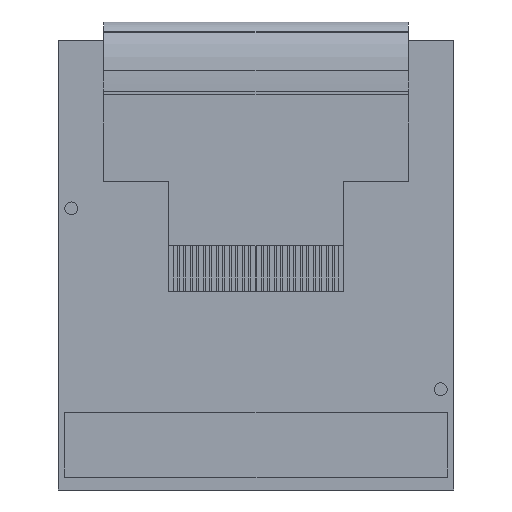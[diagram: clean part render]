
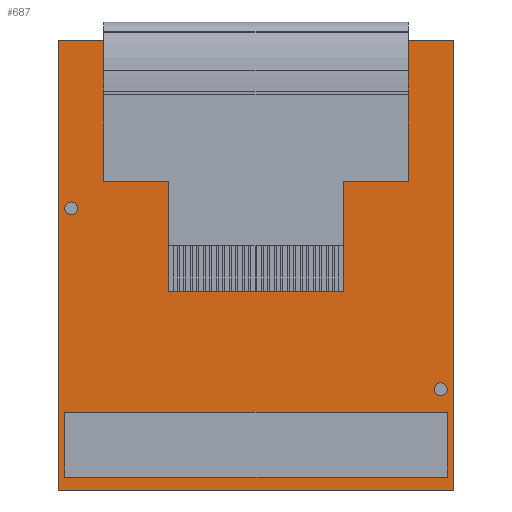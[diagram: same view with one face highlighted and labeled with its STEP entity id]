
A CAD part, front view. The second image highlights one B-rep face of the part: STEP entity #687.
In plain terms, the highlighted planar face has unit normal (0, -1, 0).
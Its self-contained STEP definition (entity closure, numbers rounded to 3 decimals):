
#36 = AXIS2_PLACEMENT_3D ( 'NONE', #2519, #3818, #911 ) ;
#91 = VERTEX_POINT ( 'NONE', #2738 ) ;
#105 = CARTESIAN_POINT ( 'NONE',  ( -15.3, 0., -17.4 ) ) ;
#158 = VECTOR ( 'NONE', #2340, 1000. ) ;
#171 = DIRECTION ( 'NONE',  ( 0., 0., 1. ) ) ;
#198 = DIRECTION ( 'NONE',  ( 0., 0., -1. ) ) ;
#240 = ORIENTED_EDGE ( 'NONE', *, *, #2149, .F. ) ;
#291 = VERTEX_POINT ( 'NONE', #3646 ) ;
#293 = FACE_BOUND ( 'NONE', #505, .T. ) ;
#324 = EDGE_CURVE ( 'NONE', #3955, #3175, #3667, .T. ) ;
#331 = EDGE_CURVE ( 'NONE', #1354, #291, #2197, .T. ) ;
#366 = CARTESIAN_POINT ( 'NONE',  ( 14.3, 0., -9.6 ) ) ;
#505 = EDGE_LOOP ( 'NONE', ( #3562, #240, #966, #1054 ) ) ;
#514 = VECTOR ( 'NONE', #198, 1000. ) ;
#597 = VERTEX_POINT ( 'NONE', #2470 ) ;
#603 = FACE_BOUND ( 'NONE', #3730, .T. ) ;
#606 = DIRECTION ( 'NONE',  ( -1., 0., 0. ) ) ;
#687 = ADVANCED_FACE ( 'NONE', ( #603, #1867, #3177, #293 ), #1538, .T. ) ;
#797 = CARTESIAN_POINT ( 'NONE',  ( -14.8, 0., -11.4 ) ) ;
#869 = EDGE_CURVE ( 'NONE', #1497, #1383, #1817, .T. ) ;
#911 = DIRECTION ( 'NONE',  ( 0., 0., -1. ) ) ;
#940 = CARTESIAN_POINT ( 'NONE',  ( 0., 0., 0. ) ) ;
#966 = ORIENTED_EDGE ( 'NONE', *, *, #4092, .F. ) ;
#1022 = DIRECTION ( 'NONE',  ( 0., 0., -1. ) ) ;
#1042 = CARTESIAN_POINT ( 'NONE',  ( 15.3, 0., 17.4 ) ) ;
#1046 = DIRECTION ( 'NONE',  ( 0., 0., -1. ) ) ;
#1053 = DIRECTION ( 'NONE',  ( 1., 0., 0. ) ) ;
#1054 = ORIENTED_EDGE ( 'NONE', *, *, #4163, .F. ) ;
#1203 = AXIS2_PLACEMENT_3D ( 'NONE', #2639, #3934, #1022 ) ;
#1230 = DIRECTION ( 'NONE',  ( 1., 0., 0. ) ) ;
#1348 = DIRECTION ( 'NONE',  ( 1., 0., 0. ) ) ;
#1354 = VERTEX_POINT ( 'NONE', #3075 ) ;
#1383 = VERTEX_POINT ( 'NONE', #3095 ) ;
#1417 = CARTESIAN_POINT ( 'NONE',  ( -15.3, 0., -17.4 ) ) ;
#1497 = VERTEX_POINT ( 'NONE', #3551 ) ;
#1537 = CARTESIAN_POINT ( 'NONE',  ( 15.3, 0., -17.4 ) ) ;
#1538 = PLANE ( 'NONE',  #3549 ) ;
#1598 = EDGE_CURVE ( 'NONE', #3175, #3955, #2175, .T. ) ;
#1615 = DIRECTION ( 'NONE',  ( 0., -1., 0. ) ) ;
#1705 = ORIENTED_EDGE ( 'NONE', *, *, #1940, .F. ) ;
#1742 = LINE ( 'NONE', #3044, #2374 ) ;
#1773 = LINE ( 'NONE', #3081, #514 ) ;
#1817 = CIRCLE ( 'NONE', #3659, 0.5 ) ;
#1867 = FACE_BOUND ( 'NONE', #2517, .T. ) ;
#1888 = EDGE_CURVE ( 'NONE', #1383, #1497, #3593, .T. ) ;
#1940 = EDGE_CURVE ( 'NONE', #91, #2917, #3957, .T. ) ;
#2027 = CARTESIAN_POINT ( 'NONE',  ( -14.8, 0., -16.4 ) ) ;
#2043 = ORIENTED_EDGE ( 'NONE', *, *, #1598, .F. ) ;
#2070 = DIRECTION ( 'NONE',  ( 0., 0., -1. ) ) ;
#2141 = ORIENTED_EDGE ( 'NONE', *, *, #1888, .F. ) ;
#2149 = EDGE_CURVE ( 'NONE', #597, #1354, #1742, .T. ) ;
#2154 = VERTEX_POINT ( 'NONE', #1417 ) ;
#2175 = CIRCLE ( 'NONE', #4009, 0.5 ) ;
#2197 = LINE ( 'NONE', #3506, #2371 ) ;
#2203 = VERTEX_POINT ( 'NONE', #4043 ) ;
#2207 = CARTESIAN_POINT ( 'NONE',  ( -14.3, 0., 3.9 ) ) ;
#2230 = DIRECTION ( 'NONE',  ( 0., -1., 0. ) ) ;
#2259 = ORIENTED_EDGE ( 'NONE', *, *, #2922, .F. ) ;
#2262 = VECTOR ( 'NONE', #2070, 1000. ) ;
#2340 = DIRECTION ( 'NONE',  ( 0., 0., -1. ) ) ;
#2371 = VECTOR ( 'NONE', #606, 1000. ) ;
#2374 = VECTOR ( 'NONE', #171, 1000. ) ;
#2445 = EDGE_CURVE ( 'NONE', #2154, #2917, #2979, .T. ) ;
#2470 = CARTESIAN_POINT ( 'NONE',  ( 14.8, 0., -16.4 ) ) ;
#2474 = CARTESIAN_POINT ( 'NONE',  ( -14.3, 0., 4.9 ) ) ;
#2517 = EDGE_LOOP ( 'NONE', ( #3662, #2141 ) ) ;
#2519 = CARTESIAN_POINT ( 'NONE',  ( -14.3, 0., 4.4 ) ) ;
#2639 = CARTESIAN_POINT ( 'NONE',  ( 14.3, 0., -9.6 ) ) ;
#2667 = CARTESIAN_POINT ( 'NONE',  ( -14.3, 0., 4.4 ) ) ;
#2678 = LINE ( 'NONE', #3971, #3762 ) ;
#2738 = CARTESIAN_POINT ( 'NONE',  ( 15.3, 0., 17.4 ) ) ;
#2857 = LINE ( 'NONE', #4145, #3614 ) ;
#2870 = EDGE_LOOP ( 'NONE', ( #3454, #3450, #1705, #2259 ) ) ;
#2917 = VERTEX_POINT ( 'NONE', #1537 ) ;
#2922 = EDGE_CURVE ( 'NONE', #2203, #91, #2857, .T. ) ;
#2933 = DIRECTION ( 'NONE',  ( 0., 0., -1. ) ) ;
#2979 = LINE ( 'NONE', #105, #4002 ) ;
#3044 = CARTESIAN_POINT ( 'NONE',  ( 14.8, 0., -11.4 ) ) ;
#3075 = CARTESIAN_POINT ( 'NONE',  ( 14.8, 0., -11.4 ) ) ;
#3081 = CARTESIAN_POINT ( 'NONE',  ( -15.3, 0., 17.4 ) ) ;
#3095 = CARTESIAN_POINT ( 'NONE',  ( 14.3, 0., -10.1 ) ) ;
#3175 = VERTEX_POINT ( 'NONE', #2207 ) ;
#3177 = FACE_OUTER_BOUND ( 'NONE', #2870, .T. ) ;
#3376 = EDGE_CURVE ( 'NONE', #2203, #2154, #1773, .T. ) ;
#3450 = ORIENTED_EDGE ( 'NONE', *, *, #2445, .T. ) ;
#3454 = ORIENTED_EDGE ( 'NONE', *, *, #3376, .T. ) ;
#3506 = CARTESIAN_POINT ( 'NONE',  ( -14.8, 0., -11.4 ) ) ;
#3545 = DIRECTION ( 'NONE',  ( 0., 0., -1. ) ) ;
#3549 = AXIS2_PLACEMENT_3D ( 'NONE', #940, #2230, #3545 ) ;
#3551 = CARTESIAN_POINT ( 'NONE',  ( 14.3, 0., -9.1 ) ) ;
#3562 = ORIENTED_EDGE ( 'NONE', *, *, #331, .F. ) ;
#3593 = CIRCLE ( 'NONE', #1203, 0.5 ) ;
#3614 = VECTOR ( 'NONE', #1230, 1000. ) ;
#3646 = CARTESIAN_POINT ( 'NONE',  ( -14.8, 0., -11.4 ) ) ;
#3657 = ORIENTED_EDGE ( 'NONE', *, *, #324, .F. ) ;
#3659 = AXIS2_PLACEMENT_3D ( 'NONE', #366, #1615, #2933 ) ;
#3662 = ORIENTED_EDGE ( 'NONE', *, *, #869, .F. ) ;
#3667 = CIRCLE ( 'NONE', #36, 0.5 ) ;
#3701 = LINE ( 'NONE', #797, #2262 ) ;
#3730 = EDGE_LOOP ( 'NONE', ( #3657, #2043 ) ) ;
#3762 = VECTOR ( 'NONE', #1053, 1000. ) ;
#3818 = DIRECTION ( 'NONE',  ( 0., -1., 0. ) ) ;
#3934 = DIRECTION ( 'NONE',  ( 0., -1., 0. ) ) ;
#3955 = VERTEX_POINT ( 'NONE', #2474 ) ;
#3957 = LINE ( 'NONE', #1042, #158 ) ;
#3963 = DIRECTION ( 'NONE',  ( 0., -1., 0. ) ) ;
#3971 = CARTESIAN_POINT ( 'NONE',  ( -14.8, 0., -16.4 ) ) ;
#4002 = VECTOR ( 'NONE', #1348, 1000. ) ;
#4009 = AXIS2_PLACEMENT_3D ( 'NONE', #2667, #3963, #1046 ) ;
#4043 = CARTESIAN_POINT ( 'NONE',  ( -15.3, 0., 17.4 ) ) ;
#4092 = EDGE_CURVE ( 'NONE', #4107, #597, #2678, .T. ) ;
#4107 = VERTEX_POINT ( 'NONE', #2027 ) ;
#4145 = CARTESIAN_POINT ( 'NONE',  ( -15.3, 0., 17.4 ) ) ;
#4163 = EDGE_CURVE ( 'NONE', #291, #4107, #3701, .T. ) ;
